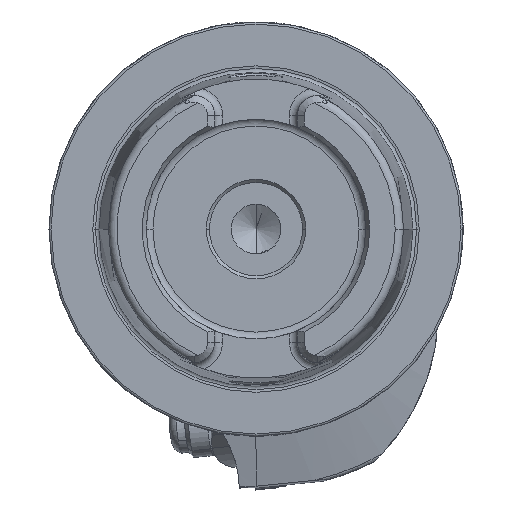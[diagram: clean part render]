
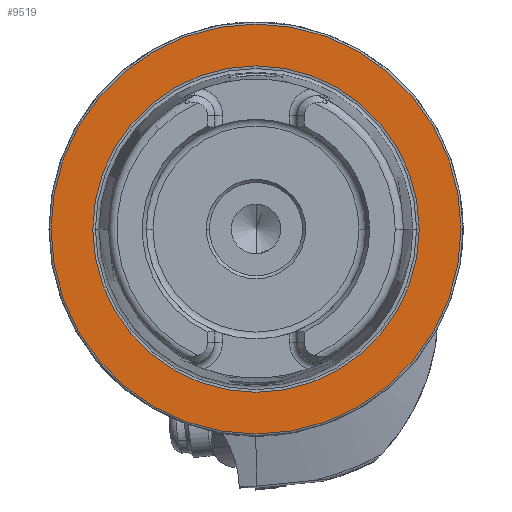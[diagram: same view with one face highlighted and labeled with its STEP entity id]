
A CAD part, left-side view. The second image highlights one B-rep face of the part: STEP entity #9519.
In plain terms, the highlighted planar face has unit normal (-1, 0, 0).
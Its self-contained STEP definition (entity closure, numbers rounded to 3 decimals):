
#955 = VERTEX_POINT ( 'NONE', #7075 ) ;
#1021 = CARTESIAN_POINT ( 'NONE',  ( 0., 0., 0. ) ) ;
#1068 = DIRECTION ( 'NONE',  ( 1., 0., 0. ) ) ;
#1187 = DIRECTION ( 'NONE',  ( 0., -1., 0. ) ) ;
#1414 = EDGE_CURVE ( 'NONE', #9537, #9109, #2350, .T. ) ;
#1434 = DIRECTION ( 'NONE',  ( 0., 1., 0. ) ) ;
#1591 = ORIENTED_EDGE ( 'NONE', *, *, #15671, .T. ) ;
#2170 = CIRCLE ( 'NONE', #17207, 49.5 ) ;
#2209 = EDGE_LOOP ( 'NONE', ( #15117, #7088 ) ) ;
#2327 = DIRECTION ( 'NONE',  ( 0., -1., 0. ) ) ;
#2350 = CIRCLE ( 'NONE', #6865, 39.405 ) ;
#2568 = CARTESIAN_POINT ( 'NONE',  ( 0., 39.405, 0. ) ) ;
#2743 = EDGE_CURVE ( 'NONE', #955, #16042, #2983, .T. ) ;
#2983 = CIRCLE ( 'NONE', #16804, 49.5 ) ;
#3547 = CARTESIAN_POINT ( 'NONE',  ( 0., 0., 0. ) ) ;
#5596 = CARTESIAN_POINT ( 'NONE',  ( 0., 49.5, 0. ) ) ;
#5775 = AXIS2_PLACEMENT_3D ( 'NONE', #1021, #11088, #6767 ) ;
#5814 = DIRECTION ( 'NONE',  ( -1., 0., 0. ) ) ;
#6767 = DIRECTION ( 'NONE',  ( 0., -1., 0. ) ) ;
#6865 = AXIS2_PLACEMENT_3D ( 'NONE', #8543, #5814, #11465 ) ;
#7075 = CARTESIAN_POINT ( 'NONE',  ( 0., 49.5, 0. ) ) ;
#7088 = ORIENTED_EDGE ( 'NONE', *, *, #1414, .F. ) ;
#7115 = AXIS2_PLACEMENT_3D ( 'NONE', #5596, #1068, #1434 ) ;
#7286 = CIRCLE ( 'NONE', #5775, 39.405 ) ;
#7530 = CARTESIAN_POINT ( 'NONE',  ( 0., -39.405, 0. ) ) ;
#8335 = PLANE ( 'NONE',  #7115 ) ;
#8543 = CARTESIAN_POINT ( 'NONE',  ( 0., 0., 0. ) ) ;
#9109 = VERTEX_POINT ( 'NONE', #7530 ) ;
#9519 = ADVANCED_FACE ( 'NONE', ( #15758, #14331 ), #8335, .F. ) ;
#9537 = VERTEX_POINT ( 'NONE', #2568 ) ;
#11088 = DIRECTION ( 'NONE',  ( -1., 0., 0. ) ) ;
#11465 = DIRECTION ( 'NONE',  ( 0., -1., 0. ) ) ;
#12206 = EDGE_CURVE ( 'NONE', #9109, #9537, #7286, .T. ) ;
#13818 = DIRECTION ( 'NONE',  ( -1., 0., 0. ) ) ;
#14331 = FACE_OUTER_BOUND ( 'NONE', #16345, .T. ) ;
#14437 = CARTESIAN_POINT ( 'NONE',  ( 0., -49.5, 0. ) ) ;
#15117 = ORIENTED_EDGE ( 'NONE', *, *, #12206, .F. ) ;
#15215 = ORIENTED_EDGE ( 'NONE', *, *, #2743, .T. ) ;
#15511 = CARTESIAN_POINT ( 'NONE',  ( 0., 0., 0. ) ) ;
#15671 = EDGE_CURVE ( 'NONE', #16042, #955, #2170, .T. ) ;
#15758 = FACE_BOUND ( 'NONE', #2209, .T. ) ;
#16042 = VERTEX_POINT ( 'NONE', #14437 ) ;
#16345 = EDGE_LOOP ( 'NONE', ( #1591, #15215 ) ) ;
#16804 = AXIS2_PLACEMENT_3D ( 'NONE', #15511, #18114, #1187 ) ;
#17207 = AXIS2_PLACEMENT_3D ( 'NONE', #3547, #13818, #2327 ) ;
#18114 = DIRECTION ( 'NONE',  ( -1., 0., 0. ) ) ;
